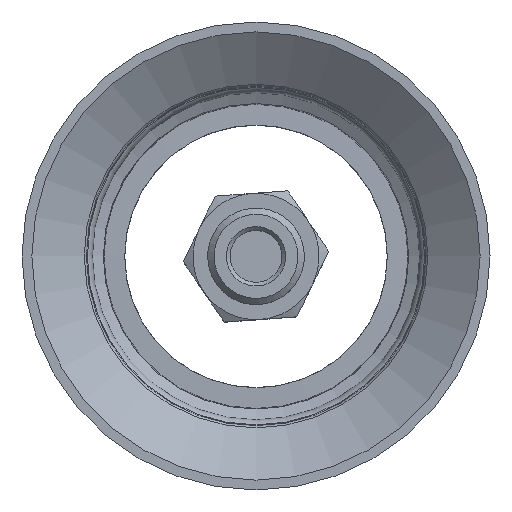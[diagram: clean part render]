
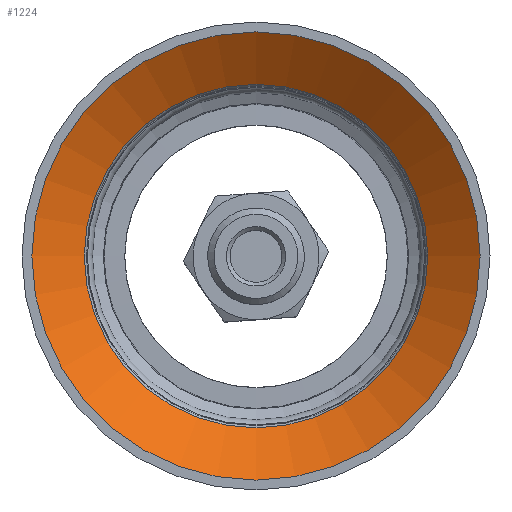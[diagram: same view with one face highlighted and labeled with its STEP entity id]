
A CAD part, top view. The second image highlights one B-rep face of the part: STEP entity #1224.
In plain terms, the highlighted conical face has half-angle 53.958 degrees and reference radius 26.645 mm.
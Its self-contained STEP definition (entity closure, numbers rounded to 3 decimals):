
#88=FACE_OUTER_BOUND('',#155,.T.);
#155=EDGE_LOOP('',(#857,#858,#859,#860,#861,#862,#863));
#220=LINE('',#2060,#256);
#256=VECTOR('',#1640,26.645);
#329=CIRCLE('',#1359,30.17);
#330=CIRCLE('',#1360,30.17);
#331=CIRCLE('',#1362,23.121);
#332=CIRCLE('',#1363,23.121);
#333=CIRCLE('',#1364,23.121);
#460=VERTEX_POINT('',#2054);
#461=VERTEX_POINT('',#2055);
#462=VERTEX_POINT('',#2059);
#463=VERTEX_POINT('',#2061);
#464=VERTEX_POINT('',#2063);
#610=EDGE_CURVE('',#460,#461,#329,.T.);
#611=EDGE_CURVE('',#461,#460,#330,.T.);
#612=EDGE_CURVE('',#461,#462,#220,.T.);
#613=EDGE_CURVE('',#463,#462,#331,.T.);
#614=EDGE_CURVE('',#464,#463,#332,.T.);
#615=EDGE_CURVE('',#462,#464,#333,.T.);
#857=ORIENTED_EDGE('',*,*,#610,.T.);
#858=ORIENTED_EDGE('',*,*,#612,.T.);
#859=ORIENTED_EDGE('',*,*,#613,.F.);
#860=ORIENTED_EDGE('',*,*,#614,.F.);
#861=ORIENTED_EDGE('',*,*,#615,.F.);
#862=ORIENTED_EDGE('',*,*,#612,.F.);
#863=ORIENTED_EDGE('',*,*,#611,.T.);
#1148=CONICAL_SURFACE('',#1361,26.645,0.942);
#1224=ADVANCED_FACE('',(#88),#1148,.F.);
#1359=AXIS2_PLACEMENT_3D('',#2056,#1634,#1635);
#1360=AXIS2_PLACEMENT_3D('',#2057,#1636,#1637);
#1361=AXIS2_PLACEMENT_3D('',#2058,#1638,#1639);
#1362=AXIS2_PLACEMENT_3D('',#2062,#1641,#1642);
#1363=AXIS2_PLACEMENT_3D('',#2064,#1643,#1644);
#1364=AXIS2_PLACEMENT_3D('',#2065,#1645,#1646);
#1634=DIRECTION('center_axis',(0.,0.,
1.));
#1635=DIRECTION('ref_axis',(1.,0.,0.));
#1636=DIRECTION('center_axis',(0.,0.,
1.));
#1637=DIRECTION('ref_axis',(1.,0.,0.));
#1638=DIRECTION('center_axis',(0.,0.,
1.));
#1639=DIRECTION('ref_axis',(1.,0.,0.));
#1640=DIRECTION('',(0.809,0.,-0.588));
#1641=DIRECTION('center_axis',(0.,0.,
1.));
#1642=DIRECTION('ref_axis',(1.,0.,0.));
#1643=DIRECTION('center_axis',(0.,0.,
1.));
#1644=DIRECTION('ref_axis',(1.,0.,0.));
#1645=DIRECTION('center_axis',(0.,0.,
1.));
#1646=DIRECTION('ref_axis',(1.,0.,0.));
#2054=CARTESIAN_POINT('',(48.671,53.563,17.902));
#2055=CARTESIAN_POINT('',(-11.67,53.563,17.902));
#2056=CARTESIAN_POINT('Origin',(18.501,53.563,17.902));
#2057=CARTESIAN_POINT('Origin',(18.501,53.563,17.902));
#2058=CARTESIAN_POINT('Origin',(18.501,53.563,15.337));
#2059=CARTESIAN_POINT('',(-4.62,53.563,12.772));
#2060=CARTESIAN_POINT('',(-8.145,53.563,15.337));
#2061=CARTESIAN_POINT('',(18.501,76.683,12.772));
#2062=CARTESIAN_POINT('Origin',(18.501,53.563,12.772));
#2063=CARTESIAN_POINT('',(41.621,53.563,12.772));
#2064=CARTESIAN_POINT('Origin',(18.501,53.563,12.772));
#2065=CARTESIAN_POINT('Origin',(18.501,53.563,12.772));
